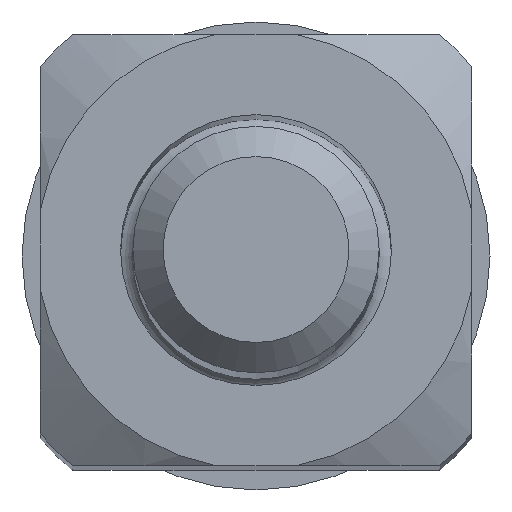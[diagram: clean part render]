
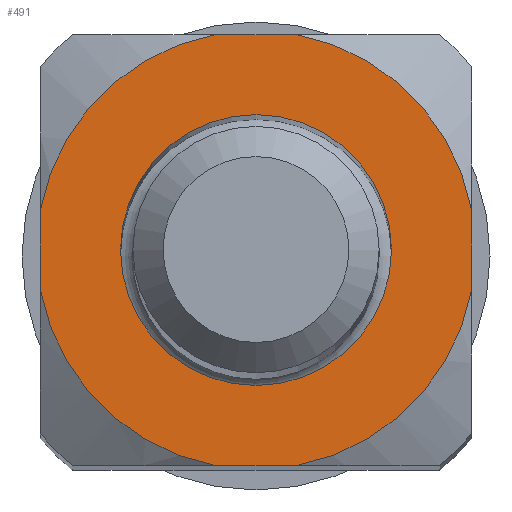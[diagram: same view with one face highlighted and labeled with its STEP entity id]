
A CAD part, top view. The second image highlights one B-rep face of the part: STEP entity #491.
In plain terms, the highlighted face is planar.
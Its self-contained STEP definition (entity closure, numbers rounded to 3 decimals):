
#69=LINE('',#764,#89);
#70=LINE('',#769,#90);
#71=LINE('',#773,#91);
#72=LINE('',#777,#92);
#89=VECTOR('',#618,1000.);
#90=VECTOR('',#621,1000.);
#91=VECTOR('',#624,1000.);
#92=VECTOR('',#627,1000.);
#109=ORIENTED_EDGE('',*,*,#247,.T.);
#110=ORIENTED_EDGE('',*,*,#248,.F.);
#111=ORIENTED_EDGE('',*,*,#249,.T.);
#112=ORIENTED_EDGE('',*,*,#250,.F.);
#113=ORIENTED_EDGE('',*,*,#251,.T.);
#114=ORIENTED_EDGE('',*,*,#252,.F.);
#115=ORIENTED_EDGE('',*,*,#253,.T.);
#116=ORIENTED_EDGE('',*,*,#254,.F.);
#117=ORIENTED_EDGE('',*,*,#255,.T.);
#247=EDGE_CURVE('',#316,#316,#365,.T.);
#248=EDGE_CURVE('',#317,#318,#69,.T.);
#249=EDGE_CURVE('',#317,#319,#366,.F.);
#250=EDGE_CURVE('',#320,#319,#70,.T.);
#251=EDGE_CURVE('',#320,#321,#367,.F.);
#252=EDGE_CURVE('',#322,#321,#71,.T.);
#253=EDGE_CURVE('',#322,#323,#368,.F.);
#254=EDGE_CURVE('',#324,#323,#72,.T.);
#255=EDGE_CURVE('',#324,#318,#369,.F.);
#316=VERTEX_POINT('',#763);
#317=VERTEX_POINT('',#765);
#318=VERTEX_POINT('',#766);
#319=VERTEX_POINT('',#768);
#320=VERTEX_POINT('',#770);
#321=VERTEX_POINT('',#772);
#322=VERTEX_POINT('',#774);
#323=VERTEX_POINT('',#776);
#324=VERTEX_POINT('',#778);
#365=CIRCLE('',#550,1.1);
#366=CIRCLE('',#551,1.78);
#367=CIRCLE('',#552,1.78);
#368=CIRCLE('',#553,1.78);
#369=CIRCLE('',#554,1.78);
#394=EDGE_LOOP('',(#109));
#395=EDGE_LOOP('',(#110,#111,#112,#113,#114,#115,#116,#117));
#436=FACE_BOUND('',#394,.T.);
#437=FACE_BOUND('',#395,.T.);
#478=PLANE('',#549);
#491=ADVANCED_FACE('',(#436,#437),#478,.F.);
#549=AXIS2_PLACEMENT_3D('',#761,#614,#615);
#550=AXIS2_PLACEMENT_3D('',#762,#616,#617);
#551=AXIS2_PLACEMENT_3D('',#767,#619,#620);
#552=AXIS2_PLACEMENT_3D('',#771,#622,#623);
#553=AXIS2_PLACEMENT_3D('',#775,#625,#626);
#554=AXIS2_PLACEMENT_3D('',#779,#628,#629);
#614=DIRECTION('',(0.,0.,1.));
#615=DIRECTION('',(1.,0.,0.));
#616=DIRECTION('',(0.,0.,1.));
#617=DIRECTION('',(1.,0.,0.));
#618=DIRECTION('',(0.,1.,0.));
#619=DIRECTION('',(0.,0.,1.));
#620=DIRECTION('',(1.,0.,0.));
#621=DIRECTION('',(1.,0.,0.));
#622=DIRECTION('',(0.,0.,1.));
#623=DIRECTION('',(1.,0.,0.));
#624=DIRECTION('',(0.,-1.,0.));
#625=DIRECTION('',(0.,0.,1.));
#626=DIRECTION('',(1.,0.,0.));
#627=DIRECTION('',(-1.,0.,0.));
#628=DIRECTION('',(0.,0.,1.));
#629=DIRECTION('',(1.,0.,0.));
#761=CARTESIAN_POINT('',(0.,0.,-22.4));
#762=CARTESIAN_POINT('',(0.,0.,-22.4));
#763=CARTESIAN_POINT('',(1.1,0.,-22.4));
#764=CARTESIAN_POINT('',(1.75,-1.75,-22.4));
#765=CARTESIAN_POINT('',(1.75,-0.328,-22.4));
#766=CARTESIAN_POINT('',(1.75,0.328,-22.4));
#767=CARTESIAN_POINT('',(0.,0.,-22.4));
#768=CARTESIAN_POINT('',(0.328,-1.75,-22.4));
#769=CARTESIAN_POINT('',(-1.75,-1.75,-22.4));
#770=CARTESIAN_POINT('',(-0.328,-1.75,-22.4));
#771=CARTESIAN_POINT('',(0.,0.,-22.4));
#772=CARTESIAN_POINT('',(-1.75,-0.328,-22.4));
#773=CARTESIAN_POINT('',(-1.75,1.75,-22.4));
#774=CARTESIAN_POINT('',(-1.75,0.328,-22.4));
#775=CARTESIAN_POINT('',(0.,0.,-22.4));
#776=CARTESIAN_POINT('',(-0.328,1.75,-22.4));
#777=CARTESIAN_POINT('',(1.75,1.75,-22.4));
#778=CARTESIAN_POINT('',(0.328,1.75,-22.4));
#779=CARTESIAN_POINT('',(0.,0.,-22.4));
